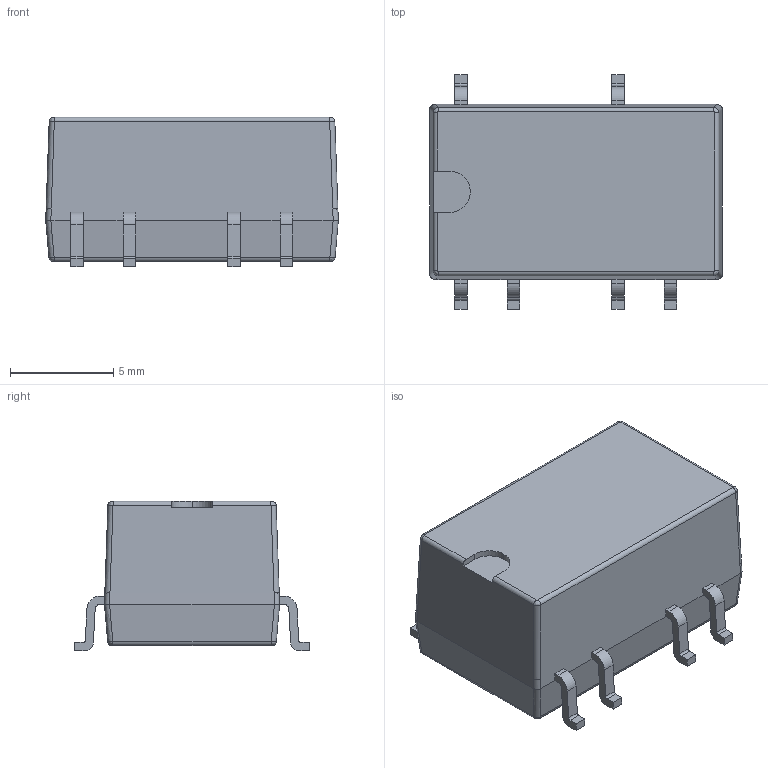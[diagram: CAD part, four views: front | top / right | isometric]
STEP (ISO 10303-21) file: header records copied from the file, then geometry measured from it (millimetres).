
FILE_DESCRIPTION(('HOOPS Exchange Step'),'2;1');
FILE_NAME('temp_export','2023-04-26T17:05:26+08:00',('30abd'),('Shapr3D Limited'),'HOOPS Exchange 2022.2','Shapr3D','Authorized');
FILE_SCHEMA( ('AUTOMOTIVE_DESIGN { 1 0 10303 214 1 1 1 1 }') );
Length unit declared in the file: millimetre
Products named in the file (2): CUI_PDSE1-S5-S9-M.step; root
Assembly tree (1 placements, depth 2):
  root
    CUI_PDSE1-S5-S9-M.step
Bounding box: 14.2 x 11.4 x 7.25 mm (x, y, z)
Volume: 477.3 mm3; surface area: 935.4 mm2
Topology: 1 solids, 2 shells, 204 faces, 587 edges, 383 vertices
Faces by surface type: plane 120, cylinder 64, bspline 16, cone 3, torus 1
Full cylindrical faces by diameter (mm): 0.5 x6
Entity records: 7661 total; most frequent: CARTESIAN_POINT 2260, ORIENTED_EDGE 1170, DIRECTION 1005, EDGE_CURVE 585, VERTEX_POINT 383, VECTOR 353, LINE 353, AXIS2_PLACEMENT_3D 326
